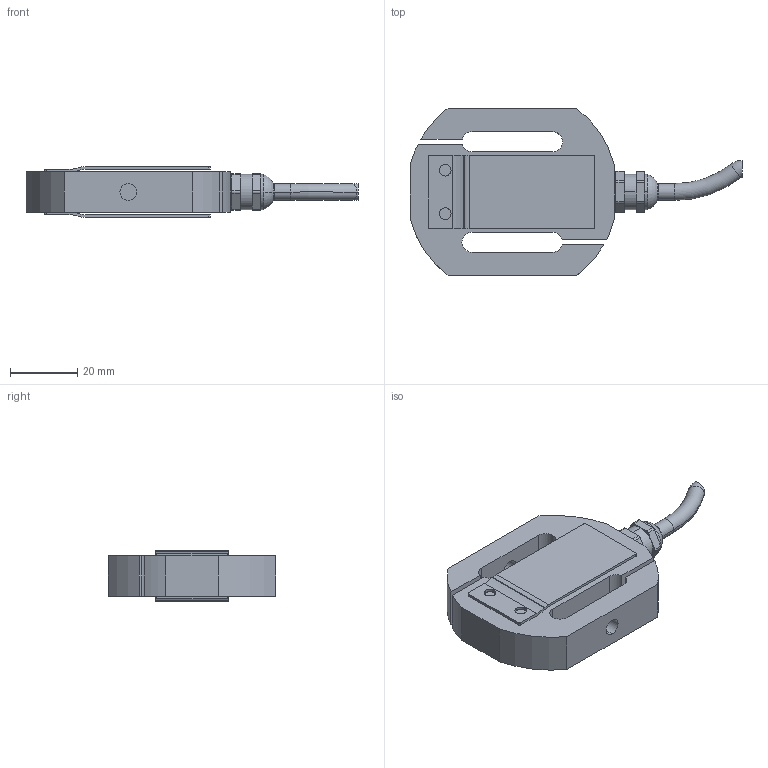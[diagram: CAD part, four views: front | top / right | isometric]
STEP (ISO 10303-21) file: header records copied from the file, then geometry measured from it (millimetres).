
FILE_DESCRIPTION(('STEP AP214'),'1');
FILE_NAME('TRP.stp','2020-06-09T08:11:39',('Alessio Stucchi'),('Pavone Sistemi srl'),'Spatial InterOp 3D',' ',' ');
FILE_SCHEMA(('AUTOMOTIVE_DESIGN { 1 0 10303 214 1 1 1 1 }'));
Length unit declared in the file: inch
Products named in the file (1): LOAD CELL
Bounding box: 99.01 x 50 x 15.2 mm (x, y, z)
Volume: 31282.2 mm3; surface area: 15193.2 mm2
Topology: 6 solids, 6 shells, 142 faces, 362 edges, 240 vertices
Faces by surface type: cylinder 76, plane 60, torus 4, sphere 2
Entity records: 5612 total; most frequent: DIRECTION 824, CARTESIAN_POINT 750, ORIENTED_EDGE 724, EDGE_CURVE 362, AXIS2_PLACEMENT_3D 314, VERTEX_POINT 240, LINE 196, VECTOR 196
